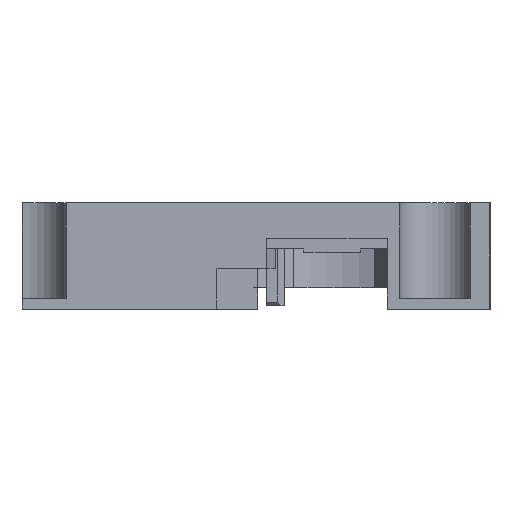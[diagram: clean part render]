
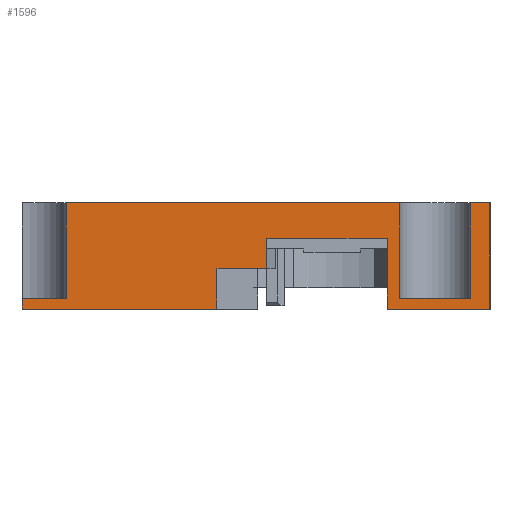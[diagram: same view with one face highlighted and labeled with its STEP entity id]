
A CAD part, left-side view. The second image highlights one B-rep face of the part: STEP entity #1596.
In plain terms, the highlighted planar face has unit normal (-1, 0, 0).
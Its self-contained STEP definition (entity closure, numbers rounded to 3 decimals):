
#540 = VERTEX_POINT('',#541);
#541 = CARTESIAN_POINT('',(-15.5,-40.,3.));
#557 = VERTEX_POINT('',#558);
#558 = CARTESIAN_POINT('',(-15.5,-40.,14.5));
#564 = EDGE_CURVE('',#540,#557,#565,.T.);
#565 = LINE('',#566,#567);
#566 = CARTESIAN_POINT('',(-15.5,-40.,3.));
#567 = VECTOR('',#568,1.);
#568 = DIRECTION('',(0.,0.,1.));
#865 = EDGE_CURVE('',#866,#868,#870,.T.);
#866 = VERTEX_POINT('',#867);
#867 = CARTESIAN_POINT('',(-15.5,-54.,14.5));
#868 = VERTEX_POINT('',#869);
#869 = CARTESIAN_POINT('',(-15.5,-54.,23.));
#870 = LINE('',#871,#872);
#871 = CARTESIAN_POINT('',(-15.5,-54.,14.5));
#872 = VECTOR('',#873,1.);
#873 = DIRECTION('',(0.,0.,1.));
#1119 = VERTEX_POINT('',#1120);
#1120 = CARTESIAN_POINT('',(-15.5,-111.5,6.));
#1121 = VERTEX_POINT('',#1122);
#1122 = CARTESIAN_POINT('',(-15.5,-91.5,6.));
#1129 = EDGE_CURVE('',#1121,#1130,#1132,.T.);
#1130 = VERTEX_POINT('',#1131);
#1131 = CARTESIAN_POINT('',(-15.5,-91.5,33.));
#1132 = LINE('',#1133,#1134);
#1133 = CARTESIAN_POINT('',(-15.5,-91.5,6.));
#1134 = VECTOR('',#1135,1.);
#1135 = DIRECTION('',(0.,0.,1.));
#1138 = VERTEX_POINT('',#1139);
#1139 = CARTESIAN_POINT('',(-15.5,-111.5,33.));
#1146 = EDGE_CURVE('',#1119,#1138,#1147,.T.);
#1147 = LINE('',#1148,#1149);
#1148 = CARTESIAN_POINT('',(-15.5,-111.5,6.));
#1149 = VECTOR('',#1150,1.);
#1150 = DIRECTION('',(0.,0.,1.));
#1161 = EDGE_CURVE('',#1121,#1119,#1162,.T.);
#1162 = LINE('',#1163,#1164);
#1163 = CARTESIAN_POINT('',(-15.5,-91.5,6.));
#1164 = VECTOR('',#1165,1.);
#1165 = DIRECTION('',(0.,-1.,0.));
#1258 = VERTEX_POINT('',#1259);
#1259 = CARTESIAN_POINT('',(-15.5,-88.,23.));
#1274 = EDGE_CURVE('',#868,#1258,#1275,.T.);
#1275 = LINE('',#1276,#1277);
#1276 = CARTESIAN_POINT('',(-15.5,-37.,23.));
#1277 = VECTOR('',#1278,1.);
#1278 = DIRECTION('',(0.,-1.,0.));
#1289 = VERTEX_POINT('',#1290);
#1290 = CARTESIAN_POINT('',(-15.5,-88.,3.));
#1298 = EDGE_CURVE('',#1289,#1258,#1299,.T.);
#1299 = LINE('',#1300,#1301);
#1300 = CARTESIAN_POINT('',(-15.5,-88.,3.));
#1301 = VECTOR('',#1302,1.);
#1302 = DIRECTION('',(0.,0.,1.));
#1476 = EDGE_CURVE('',#1289,#1477,#1479,.T.);
#1477 = VERTEX_POINT('',#1478);
#1478 = CARTESIAN_POINT('',(-15.5,-117.,3.));
#1479 = LINE('',#1480,#1481);
#1480 = CARTESIAN_POINT('',(-15.5,-112.,3.));
#1481 = VECTOR('',#1482,1.);
#1482 = DIRECTION('',(0.,-1.,0.));
#1571 = EDGE_CURVE('',#557,#866,#1572,.T.);
#1572 = LINE('',#1573,#1574);
#1573 = CARTESIAN_POINT('',(-15.5,-40.,14.5));
#1574 = VECTOR('',#1575,1.);
#1575 = DIRECTION('',(0.,-1.,0.));
#1596 = ADVANCED_FACE('',(#1597),#1660,.T.);
#1597 = FACE_BOUND('',#1598,.T.);
#1598 = EDGE_LOOP('',(#1599,#1600,#1601,#1602,#1603,#1604,#1605,#1613,
    #1619,#1620,#1621,#1622,#1630,#1638,#1646,#1654));
#1599 = ORIENTED_EDGE('',*,*,#564,.T.);
#1600 = ORIENTED_EDGE('',*,*,#1571,.T.);
#1601 = ORIENTED_EDGE('',*,*,#865,.T.);
#1602 = ORIENTED_EDGE('',*,*,#1274,.T.);
#1603 = ORIENTED_EDGE('',*,*,#1298,.F.);
#1604 = ORIENTED_EDGE('',*,*,#1476,.T.);
#1605 = ORIENTED_EDGE('',*,*,#1606,.T.);
#1606 = EDGE_CURVE('',#1477,#1607,#1609,.T.);
#1607 = VERTEX_POINT('',#1608);
#1608 = CARTESIAN_POINT('',(-15.5,-117.,33.));
#1609 = LINE('',#1610,#1611);
#1610 = CARTESIAN_POINT('',(-15.5,-117.,3.));
#1611 = VECTOR('',#1612,1.);
#1612 = DIRECTION('',(0.,0.,1.));
#1613 = ORIENTED_EDGE('',*,*,#1614,.T.);
#1614 = EDGE_CURVE('',#1607,#1138,#1615,.T.);
#1615 = LINE('',#1616,#1617);
#1616 = CARTESIAN_POINT('',(-15.5,-117.,33.));
#1617 = VECTOR('',#1618,1.);
#1618 = DIRECTION('',(0.,1.,0.));
#1619 = ORIENTED_EDGE('',*,*,#1146,.F.);
#1620 = ORIENTED_EDGE('',*,*,#1161,.F.);
#1621 = ORIENTED_EDGE('',*,*,#1129,.T.);
#1622 = ORIENTED_EDGE('',*,*,#1623,.T.);
#1623 = EDGE_CURVE('',#1130,#1624,#1626,.T.);
#1624 = VERTEX_POINT('',#1625);
#1625 = CARTESIAN_POINT('',(-15.5,2.5,33.));
#1626 = LINE('',#1627,#1628);
#1627 = CARTESIAN_POINT('',(-15.5,-117.,33.));
#1628 = VECTOR('',#1629,1.);
#1629 = DIRECTION('',(0.,1.,0.));
#1630 = ORIENTED_EDGE('',*,*,#1631,.F.);
#1631 = EDGE_CURVE('',#1632,#1624,#1634,.T.);
#1632 = VERTEX_POINT('',#1633);
#1633 = CARTESIAN_POINT('',(-15.5,2.5,6.));
#1634 = LINE('',#1635,#1636);
#1635 = CARTESIAN_POINT('',(-15.5,2.5,6.));
#1636 = VECTOR('',#1637,1.);
#1637 = DIRECTION('',(0.,0.,1.));
#1638 = ORIENTED_EDGE('',*,*,#1639,.F.);
#1639 = EDGE_CURVE('',#1640,#1632,#1642,.T.);
#1640 = VERTEX_POINT('',#1641);
#1641 = CARTESIAN_POINT('',(-15.5,15.,6.));
#1642 = LINE('',#1643,#1644);
#1643 = CARTESIAN_POINT('',(-15.5,15.,6.));
#1644 = VECTOR('',#1645,1.);
#1645 = DIRECTION('',(0.,-1.,0.));
#1646 = ORIENTED_EDGE('',*,*,#1647,.F.);
#1647 = EDGE_CURVE('',#1648,#1640,#1650,.T.);
#1648 = VERTEX_POINT('',#1649);
#1649 = CARTESIAN_POINT('',(-15.5,15.,3.));
#1650 = LINE('',#1651,#1652);
#1651 = CARTESIAN_POINT('',(-15.5,15.,3.));
#1652 = VECTOR('',#1653,1.);
#1653 = DIRECTION('',(0.,0.,1.));
#1654 = ORIENTED_EDGE('',*,*,#1655,.F.);
#1655 = EDGE_CURVE('',#540,#1648,#1656,.T.);
#1656 = LINE('',#1657,#1658);
#1657 = CARTESIAN_POINT('',(-15.5,4.5,3.));
#1658 = VECTOR('',#1659,1.);
#1659 = DIRECTION('',(0.,1.,0.));
#1660 = PLANE('',#1661);
#1661 = AXIS2_PLACEMENT_3D('',#1662,#1663,#1664);
#1662 = CARTESIAN_POINT('',(-15.5,-59.86,17.628));
#1663 = DIRECTION('',(-1.,-0.,-0.));
#1664 = DIRECTION('',(0.,0.,-1.));
